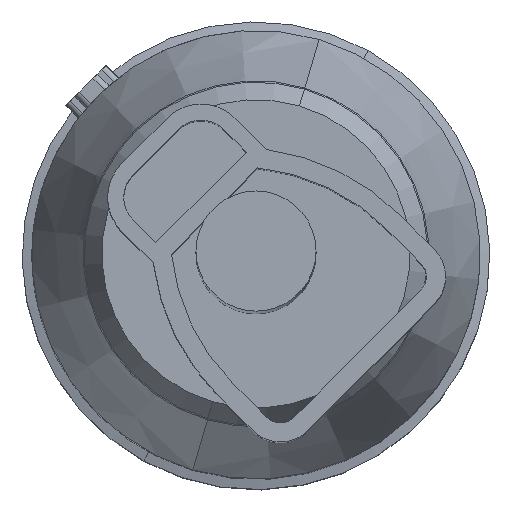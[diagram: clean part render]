
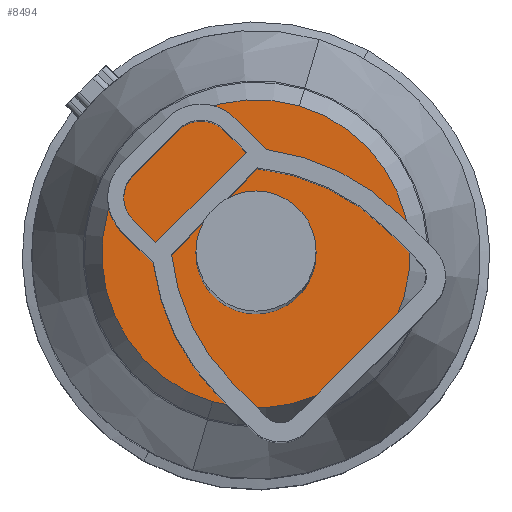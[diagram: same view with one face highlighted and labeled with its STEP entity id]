
A CAD part, top view. The second image highlights one B-rep face of the part: STEP entity #8494.
In plain terms, the highlighted planar face has unit normal (0, 0, 1).
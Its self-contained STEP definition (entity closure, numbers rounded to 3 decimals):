
#47=AXIS2_PLACEMENT_3D('Circle Axis2P3D',#45,#46,$) ;
#115=AXIS2_PLACEMENT_3D('Circle Axis2P3D',#113,#114,$) ;
#8443=AXIS2_PLACEMENT_3D('Circle Axis2P3D',#8441,#8442,$) ;
#8470=AXIS2_PLACEMENT_3D('Circle Axis2P3D',#8468,#8469,$) ;
#8484=AXIS2_PLACEMENT_3D('Plane Axis2P3D',#8481,#8482,#8483) ;
#40=CARTESIAN_POINT('Vertex',(9.175,7.3,44.)) ;
#45=CARTESIAN_POINT('Axis2P3D Location',(7.3,7.3,44.)) ;
#49=CARTESIAN_POINT('Vertex',(5.425,7.3,44.)) ;
#113=CARTESIAN_POINT('Axis2P3D Location',(7.3,7.3,44.)) ;
#8441=CARTESIAN_POINT('Axis2P3D Location',(7.3,7.3,44.)) ;
#8445=CARTESIAN_POINT('Vertex',(5.945,2.683,44.)) ;
#8447=CARTESIAN_POINT('Vertex',(8.655,11.917,44.)) ;
#8468=CARTESIAN_POINT('Axis2P3D Location',(7.3,7.3,44.)) ;
#8481=CARTESIAN_POINT('Axis2P3D Location',(10.702,10.702,44.)) ;
#46=DIRECTION('Axis2P3D Direction',(0.,0.,1.)) ;
#114=DIRECTION('Axis2P3D Direction',(0.,0.,1.)) ;
#8442=DIRECTION('Axis2P3D Direction',(0.,0.,-1.)) ;
#8469=DIRECTION('Axis2P3D Direction',(0.,0.,-1.)) ;
#8482=DIRECTION('Axis2P3D Direction',(0.,0.,1.)) ;
#8483=DIRECTION('Axis2P3D XDirection',(-0.707,0.707,0.)) ;
#8487=ORIENTED_EDGE('',*,*,#8472,.T.) ;
#8488=ORIENTED_EDGE('',*,*,#8449,.T.) ;
#8491=ORIENTED_EDGE('',*,*,#51,.F.) ;
#8492=ORIENTED_EDGE('',*,*,#117,.F.) ;
#8493=FACE_BOUND('',#8490,.T.) ;
#8494=ADVANCED_FACE('Hauptk\X2\00F6\X0\rper',(#8489,#8493),#8485,.T.) ;
#48=CIRCLE('generated circle',#47,1.875) ;
#116=CIRCLE('generated circle',#115,1.875) ;
#8444=CIRCLE('generated circle',#8443,4.811) ;
#8471=CIRCLE('generated circle',#8470,4.811) ;
#51=EDGE_CURVE('',#41,#50,#48,.T.) ;
#117=EDGE_CURVE('',#50,#41,#116,.T.) ;
#8449=EDGE_CURVE('',#8446,#8448,#8444,.F.) ;
#8472=EDGE_CURVE('',#8448,#8446,#8471,.F.) ;
#8486=EDGE_LOOP('',(#8487,#8488)) ;
#8490=EDGE_LOOP('',(#8491,#8492)) ;
#8489=FACE_OUTER_BOUND('',#8486,.T.) ;
#8485=PLANE('',#8484) ;
#41=VERTEX_POINT('',#40) ;
#50=VERTEX_POINT('',#49) ;
#8446=VERTEX_POINT('',#8445) ;
#8448=VERTEX_POINT('',#8447) ;
